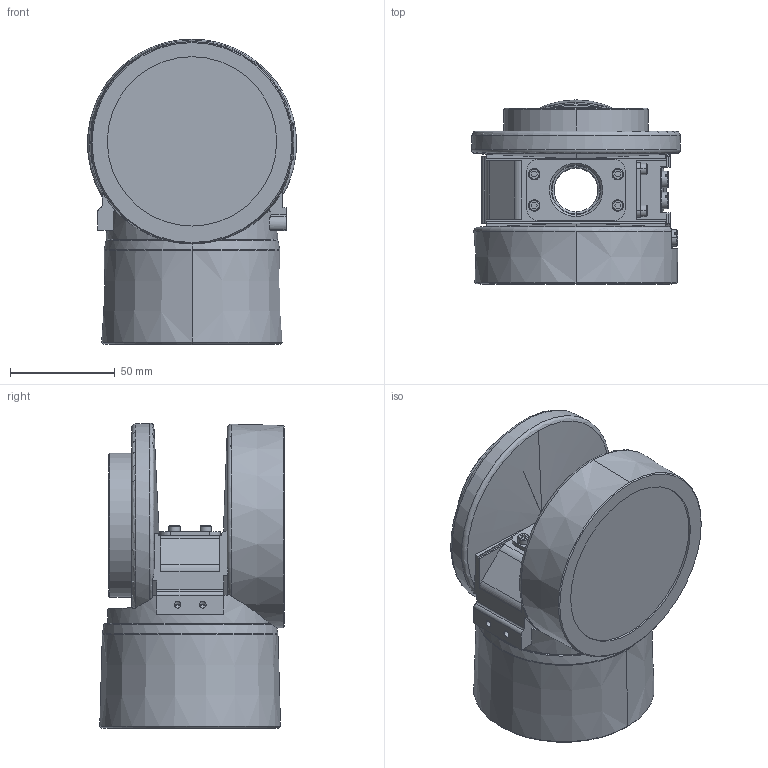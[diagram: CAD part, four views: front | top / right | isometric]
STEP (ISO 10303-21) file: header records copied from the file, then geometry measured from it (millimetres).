
FILE_DESCRIPTION((''),'2;1');
FILE_NAME('N6_A1000S_SR_J5','2019-08-25T21:01:19',('arco0'),(''),'CREO PARAMETRIC BY PTC INC, 2018420','CREO PARAMETRIC BY PTC INC, 2018420','');
FILE_SCHEMA(('AUTOMOTIVE_DESIGN { 1 0 10303 214 1 1 1 1 }'));
Length unit declared in the file: millimetre
Products named in the file (1): N6_A1000S_SR_J5
Bounding box: 99.79 x 88.22 x 146.14 mm (x, y, z)
Volume: 619818.9 mm3; surface area: 77125.2 mm2
Topology: 1 solids, 1 shells, 326 faces, 824 edges, 525 vertices
Faces by surface type: plane 178, cylinder 78, cone 59, torus 11
Entity records: 12506 total; most frequent: CARTESIAN_POINT 2100, DIRECTION 1642, ORIENTED_EDGE 1624, PRESENTATION_STYLE_ASSIGNMENT 813, STYLED_ITEM 813, CURVE_STYLE 812, EDGE_CURVE 812, AXIS2_PLACEMENT_3D 579
